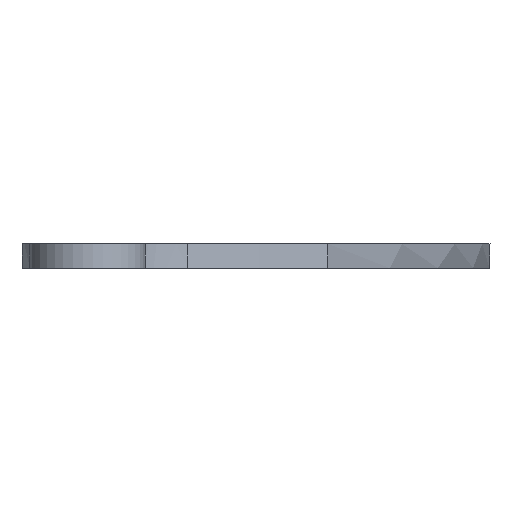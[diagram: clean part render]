
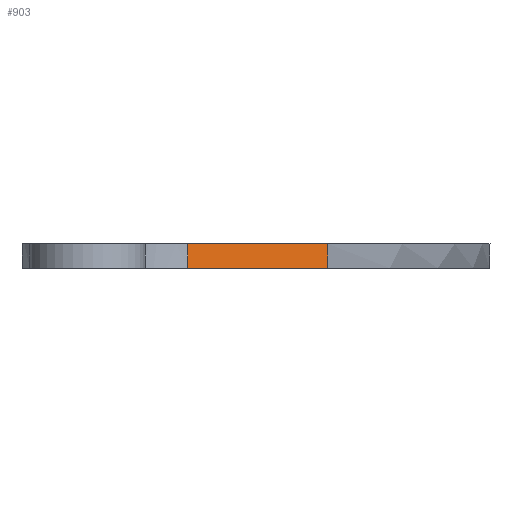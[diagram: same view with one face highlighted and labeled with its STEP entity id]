
A CAD part, left-side view. The second image highlights one B-rep face of the part: STEP entity #903.
In plain terms, the highlighted free-form (B-spline) face has degree [3, 1] with [12, 2] control points.
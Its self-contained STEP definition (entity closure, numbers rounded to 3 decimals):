
#71=B_SPLINE_SURFACE_WITH_KNOTS('',3,1,((#2804,#2805),(#2806,#2807),(#2808,
#2809),(#2810,#2811),(#2812,#2813),(#2814,#2815),(#2816,#2817),(#2818,#2819),
(#2820,#2821),(#2822,#2823),(#2824,#2825),(#2826,#2827)),.UNSPECIFIED.,
 .F.,.F.,.F.,(4,1,1,1,1,1,1,1,1,4),(2,2),(0.,1.917,3.834,
7.667,11.334,15.,16.212,17.423,
18.325,19.227),(0.,1.081),.UNSPECIFIED.);
#141=FACE_OUTER_BOUND('',#203,.T.);
#203=EDGE_LOOP('',(#820,#821,#822,#823));
#222=B_SPLINE_CURVE_WITH_KNOTS('',3,(#2015,#2016,#2017,#2018,#2019,#2020),
 .UNSPECIFIED.,.F.,.F.,(4,1,1,4),(-8.626,-5.158,-3.679,
-3.508),.UNSPECIFIED.);
#233=B_SPLINE_CURVE_WITH_KNOTS('',3,(#2483,#2484,#2485,#2486,#2487,#2488),
 .UNSPECIFIED.,.F.,.F.,(4,1,1,4),(-12.523,-12.416,-11.488,
-9.311),.UNSPECIFIED.);
#267=LINE('',#2256,#330);
#282=LINE('',#2686,#345);
#330=VECTOR('',#1041,10.);
#345=VECTOR('',#1082,10.);
#401=VERTEX_POINT('',#1998);
#402=VERTEX_POINT('',#2014);
#426=VERTEX_POINT('',#2163);
#438=VERTEX_POINT('',#2367);
#497=EDGE_CURVE('',#402,#401,#222,.T.);
#528=EDGE_CURVE('',#401,#426,#267,.T.);
#542=EDGE_CURVE('',#426,#438,#233,.T.);
#563=EDGE_CURVE('',#438,#402,#282,.T.);
#820=ORIENTED_EDGE('',*,*,#528,.T.);
#821=ORIENTED_EDGE('',*,*,#542,.T.);
#822=ORIENTED_EDGE('',*,*,#563,.T.);
#823=ORIENTED_EDGE('',*,*,#497,.T.);
#903=ADVANCED_FACE('',(#141),#71,.T.);
#1041=DIRECTION('',(0.,0.,-1.));
#1082=DIRECTION('',(0.,0.,1.));
#1998=CARTESIAN_POINT('',(70.883,92.557,6.3));
#2014=CARTESIAN_POINT('',(92.086,56.255,6.3));
#2015=CARTESIAN_POINT('Ctrl Pts',(92.086,56.255,6.3));
#2016=CARTESIAN_POINT('Ctrl Pts',(86.364,63.8,6.3));
#2017=CARTESIAN_POINT('Ctrl Pts',(79.978,76.243,6.3));
#2018=CARTESIAN_POINT('Ctrl Pts',(73.68,87.791,6.3));
#2019=CARTESIAN_POINT('Ctrl Pts',(71.152,92.108,6.3));
#2020=CARTESIAN_POINT('Ctrl Pts',(70.883,92.557,6.3));
#2163=CARTESIAN_POINT('',(70.883,92.557,0.));
#2256=CARTESIAN_POINT('',(70.883,92.557,6.3));
#2367=CARTESIAN_POINT('',(92.086,56.255,0.));
#2483=CARTESIAN_POINT('Ctrl Pts',(70.883,92.557,0.));
#2484=CARTESIAN_POINT('Ctrl Pts',(71.152,92.108,0.));
#2485=CARTESIAN_POINT('Ctrl Pts',(73.68,87.791,0.));
#2486=CARTESIAN_POINT('Ctrl Pts',(79.978,76.243,0.));
#2487=CARTESIAN_POINT('Ctrl Pts',(86.364,63.8,0.));
#2488=CARTESIAN_POINT('Ctrl Pts',(92.086,56.255,0.));
#2686=CARTESIAN_POINT('',(92.086,56.255,6.3));
#2804=CARTESIAN_POINT('Ctrl Pts',(199.023,2.631,7.656));
#2805=CARTESIAN_POINT('Ctrl Pts',(199.023,2.631,-3.159));
#2806=CARTESIAN_POINT('Ctrl Pts',(193.159,1.671,7.656));
#2807=CARTESIAN_POINT('Ctrl Pts',(193.159,1.671,-3.159));
#2808=CARTESIAN_POINT('Ctrl Pts',(179.917,6.799,7.656));
#2809=CARTESIAN_POINT('Ctrl Pts',(179.917,6.799,-3.159));
#2810=CARTESIAN_POINT('Ctrl Pts',(156.362,14.75,7.656));
#2811=CARTESIAN_POINT('Ctrl Pts',(156.362,14.75,-3.159));
#2812=CARTESIAN_POINT('Ctrl Pts',(128.403,29.484,7.656));
#2813=CARTESIAN_POINT('Ctrl Pts',(128.403,29.484,-3.159));
#2814=CARTESIAN_POINT('Ctrl Pts',(94.807,47.192,7.656));
#2815=CARTESIAN_POINT('Ctrl Pts',(94.807,47.192,-3.159));
#2816=CARTESIAN_POINT('Ctrl Pts',(81.216,73.973,7.656));
#2817=CARTESIAN_POINT('Ctrl Pts',(81.216,73.973,-3.159));
#2818=CARTESIAN_POINT('Ctrl Pts',(72.072,90.739,7.656));
#2819=CARTESIAN_POINT('Ctrl Pts',(72.072,90.739,-3.159));
#2820=CARTESIAN_POINT('Ctrl Pts',(64.89,102.508,7.656));
#2821=CARTESIAN_POINT('Ctrl Pts',(64.89,102.508,-3.159));
#2822=CARTESIAN_POINT('Ctrl Pts',(55.439,97.45,7.656));
#2823=CARTESIAN_POINT('Ctrl Pts',(55.439,97.45,-3.159));
#2824=CARTESIAN_POINT('Ctrl Pts',(49.242,95.426,7.656));
#2825=CARTESIAN_POINT('Ctrl Pts',(49.242,95.426,-3.159));
#2826=CARTESIAN_POINT('Ctrl Pts',(47.018,93.894,7.656));
#2827=CARTESIAN_POINT('Ctrl Pts',(47.018,93.894,-3.159));
